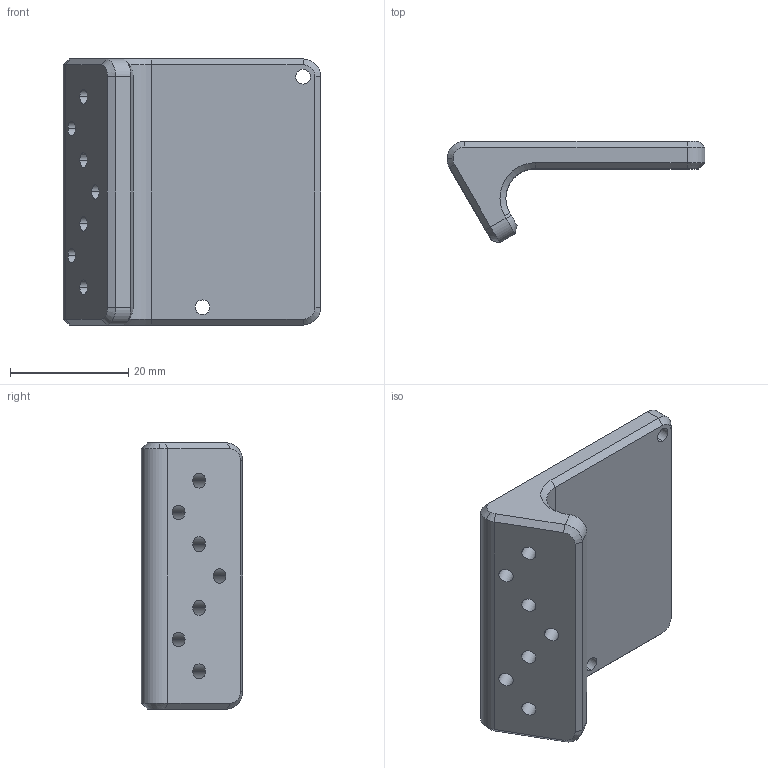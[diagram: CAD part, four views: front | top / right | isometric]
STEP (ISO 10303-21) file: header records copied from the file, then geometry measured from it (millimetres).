
FILE_DESCRIPTION (( 'STEP AP214' ), '1' );
FILE_NAME ('IMU_Carrier_Board.STEP', '2025-05-17T14:10:24', ( 'wsy' ), ( '' ), 'SwSTEP 2.0', 'SolidWorks 2020', '' );
FILE_SCHEMA (( 'AUTOMOTIVE_DESIGN' ));
Length unit declared in the file: millimetre
Products named in the file (1): IMUذ
Bounding box: 43.58 x 17.14 x 45 mm (x, y, z)
Volume: 12279.5 mm3; surface area: 5951.3 mm2
Topology: 1 solids, 1 shells, 75 faces, 183 edges, 102 vertices
Faces by surface type: cone 28, cylinder 27, plane 20
Entity records: 2376 total; most frequent: CARTESIAN_POINT 391, DIRECTION 384, ORIENTED_EDGE 338, EDGE_CURVE 169, AXIS2_PLACEMENT_3D 143, VERTEX_POINT 102, VECTOR 98, LINE 98
